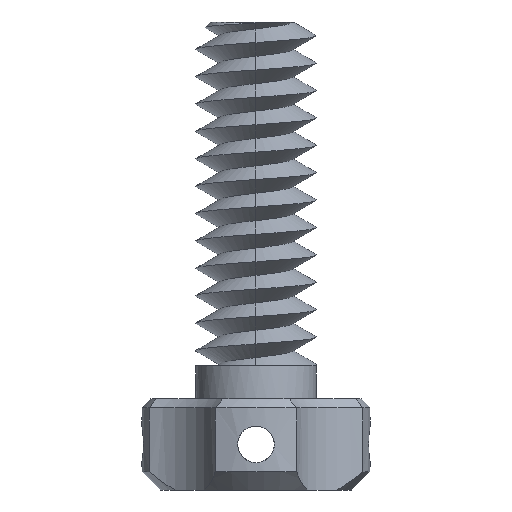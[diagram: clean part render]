
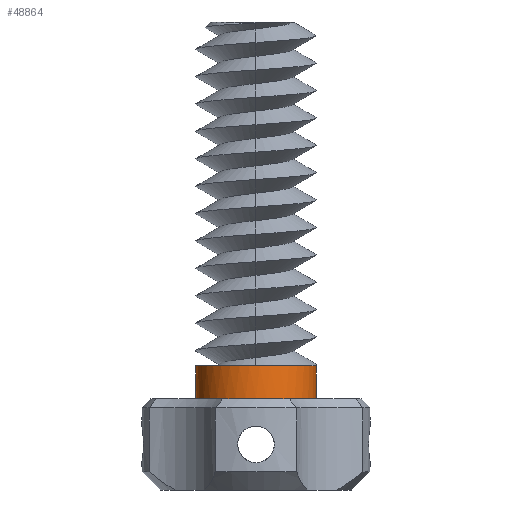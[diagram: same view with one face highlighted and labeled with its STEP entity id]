
A CAD part, front view. The second image highlights one B-rep face of the part: STEP entity #48864.
In plain terms, the highlighted cylindrical face has radius 3.3 mm (diameter 6.6 mm), a full revolution.
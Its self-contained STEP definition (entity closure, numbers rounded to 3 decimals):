
#21 = EDGE_CURVE('',#22,#24,#26,.T.);
#22 = VERTEX_POINT('',#23);
#23 = CARTESIAN_POINT('',(3.3,0.,1.8));
#24 = VERTEX_POINT('',#25);
#25 = CARTESIAN_POINT('',(3.138,-1.02,1.8)
  );
#26 = SURFACE_CURVE('',#27,(#32,#44),.PCURVE_S1.);
#27 = CIRCLE('',#28,3.3);
#28 = AXIS2_PLACEMENT_3D('',#29,#30,#31);
#29 = CARTESIAN_POINT('',(0.,0.,1.8));
#30 = DIRECTION('',(0.,0.,1.));
#31 = DIRECTION('',(1.,0.,0.));
#32 = PCURVE('',#33,#38);
#33 = PLANE('',#34);
#34 = AXIS2_PLACEMENT_3D('',#35,#36,#37);
#35 = CARTESIAN_POINT('',(0.,0.,1.8));
#36 = DIRECTION('',(0.,0.,1.));
#37 = DIRECTION('',(1.,0.,0.));
#38 = DEFINITIONAL_REPRESENTATION('',(#39),#43);
#39 = CIRCLE('',#40,3.3);
#40 = AXIS2_PLACEMENT_2D('',#41,#42);
#41 = CARTESIAN_POINT('',(0.,0.));
#42 = DIRECTION('',(1.,0.));
#43 = ( GEOMETRIC_REPRESENTATION_CONTEXT(2) 
PARAMETRIC_REPRESENTATION_CONTEXT() REPRESENTATION_CONTEXT('2D SPACE',''
  ) );
#44 = PCURVE('',#45,#50);
#45 = CYLINDRICAL_SURFACE('',#46,3.3);
#46 = AXIS2_PLACEMENT_3D('',#47,#48,#49);
#47 = CARTESIAN_POINT('',(0.,0.,0.));
#48 = DIRECTION('',(-0.,-0.,-1.));
#49 = DIRECTION('',(1.,0.,0.));
#50 = DEFINITIONAL_REPRESENTATION('',(#51),#55);
#51 = LINE('',#52,#53);
#52 = CARTESIAN_POINT('',(-0.,-1.8));
#53 = VECTOR('',#54,1.);
#54 = DIRECTION('',(-1.,0.));
#55 = ( GEOMETRIC_REPRESENTATION_CONTEXT(2) 
PARAMETRIC_REPRESENTATION_CONTEXT() REPRESENTATION_CONTEXT('2D SPACE',''
  ) );
#57 = EDGE_CURVE('',#24,#22,#58,.T.);
#58 = SURFACE_CURVE('',#59,(#64,#71),.PCURVE_S1.);
#59 = CIRCLE('',#60,3.3);
#60 = AXIS2_PLACEMENT_3D('',#61,#62,#63);
#61 = CARTESIAN_POINT('',(0.,0.,1.8));
#62 = DIRECTION('',(0.,0.,1.));
#63 = DIRECTION('',(1.,0.,0.));
#64 = PCURVE('',#33,#65);
#65 = DEFINITIONAL_REPRESENTATION('',(#66),#70);
#66 = CIRCLE('',#67,3.3);
#67 = AXIS2_PLACEMENT_2D('',#68,#69);
#68 = CARTESIAN_POINT('',(0.,0.));
#69 = DIRECTION('',(1.,0.));
#70 = ( GEOMETRIC_REPRESENTATION_CONTEXT(2) 
PARAMETRIC_REPRESENTATION_CONTEXT() REPRESENTATION_CONTEXT('2D SPACE',''
  ) );
#71 = PCURVE('',#45,#72);
#72 = DEFINITIONAL_REPRESENTATION('',(#73),#77);
#73 = LINE('',#74,#75);
#74 = CARTESIAN_POINT('',(-0.,-1.8));
#75 = VECTOR('',#76,1.);
#76 = DIRECTION('',(-1.,0.));
#77 = ( GEOMETRIC_REPRESENTATION_CONTEXT(2) 
PARAMETRIC_REPRESENTATION_CONTEXT() REPRESENTATION_CONTEXT('2D SPACE',''
  ) );
#3444 = PLANE('',#3445);
#3445 = AXIS2_PLACEMENT_3D('',#3446,#3447,#3448);
#3446 = CARTESIAN_POINT('',(0.,0.,0.)
  );
#3447 = DIRECTION('',(0.,0.,-1.));
#3448 = DIRECTION('',(1.,0.,0.));
#5580 = EDGE_CURVE('',#5581,#5583,#5585,.T.);
#5581 = VERTEX_POINT('',#5582);
#5582 = CARTESIAN_POINT('',(0.,-3.3,
    0.));
#5583 = VERTEX_POINT('',#5584);
#5584 = CARTESIAN_POINT('',(3.3,0.,0.));
#5585 = SURFACE_CURVE('',#5586,(#5591,#5602),.PCURVE_S1.);
#5586 = CIRCLE('',#5587,3.3);
#5587 = AXIS2_PLACEMENT_3D('',#5588,#5589,#5590);
#5588 = CARTESIAN_POINT('',(0.,0.,0.));
#5589 = DIRECTION('',(0.,0.,1.));
#5590 = DIRECTION('',(1.,0.,0.));
#5591 = PCURVE('',#3444,#5592);
#5592 = DEFINITIONAL_REPRESENTATION('',(#5593),#5601);
#5593 = ( BOUNDED_CURVE() B_SPLINE_CURVE(2,(#5594,#5595,#5596,#5597,
#5598,#5599,#5600),.UNSPECIFIED.,.T.,.F.) B_SPLINE_CURVE_WITH_KNOTS((1,2
    ,2,2,2,1),(-2.094,0.,2.094,4.189,
6.283,8.378),.UNSPECIFIED.) CURVE() 
GEOMETRIC_REPRESENTATION_ITEM() RATIONAL_B_SPLINE_CURVE((1.,0.5,1.,0.5,
1.,0.5,1.)) REPRESENTATION_ITEM('') );
#5594 = CARTESIAN_POINT('',(3.3,0.));
#5595 = CARTESIAN_POINT('',(3.3,-5.716));
#5596 = CARTESIAN_POINT('',(-1.65,-2.858));
#5597 = CARTESIAN_POINT('',(-6.6,0.));
#5598 = CARTESIAN_POINT('',(-1.65,2.858));
#5599 = CARTESIAN_POINT('',(3.3,5.716));
#5600 = CARTESIAN_POINT('',(3.3,0.));
#5601 = ( GEOMETRIC_REPRESENTATION_CONTEXT(2) 
PARAMETRIC_REPRESENTATION_CONTEXT() REPRESENTATION_CONTEXT('2D SPACE',''
  ) );
#5602 = PCURVE('',#45,#5603);
#5603 = DEFINITIONAL_REPRESENTATION('',(#5604),#5608);
#5604 = LINE('',#5605,#5606);
#5605 = CARTESIAN_POINT('',(-0.,0.));
#5606 = VECTOR('',#5607,1.);
#5607 = DIRECTION('',(-1.,0.));
#5608 = ( GEOMETRIC_REPRESENTATION_CONTEXT(2) 
PARAMETRIC_REPRESENTATION_CONTEXT() REPRESENTATION_CONTEXT('2D SPACE',''
  ) );
#5610 = EDGE_CURVE('',#5583,#5581,#5611,.T.);
#5611 = SURFACE_CURVE('',#5612,(#5617,#5628),.PCURVE_S1.);
#5612 = CIRCLE('',#5613,3.3);
#5613 = AXIS2_PLACEMENT_3D('',#5614,#5615,#5616);
#5614 = CARTESIAN_POINT('',(0.,0.,0.));
#5615 = DIRECTION('',(0.,0.,1.));
#5616 = DIRECTION('',(1.,0.,0.));
#5617 = PCURVE('',#3444,#5618);
#5618 = DEFINITIONAL_REPRESENTATION('',(#5619),#5627);
#5619 = ( BOUNDED_CURVE() B_SPLINE_CURVE(2,(#5620,#5621,#5622,#5623,
#5624,#5625,#5626),.UNSPECIFIED.,.T.,.F.) B_SPLINE_CURVE_WITH_KNOTS((1,2
    ,2,2,2,1),(-2.094,0.,2.094,4.189,
6.283,8.378),.UNSPECIFIED.) CURVE() 
GEOMETRIC_REPRESENTATION_ITEM() RATIONAL_B_SPLINE_CURVE((1.,0.5,1.,0.5,
1.,0.5,1.)) REPRESENTATION_ITEM('') );
#5620 = CARTESIAN_POINT('',(3.3,0.));
#5621 = CARTESIAN_POINT('',(3.3,-5.716));
#5622 = CARTESIAN_POINT('',(-1.65,-2.858));
#5623 = CARTESIAN_POINT('',(-6.6,0.));
#5624 = CARTESIAN_POINT('',(-1.65,2.858));
#5625 = CARTESIAN_POINT('',(3.3,5.716));
#5626 = CARTESIAN_POINT('',(3.3,0.));
#5627 = ( GEOMETRIC_REPRESENTATION_CONTEXT(2) 
PARAMETRIC_REPRESENTATION_CONTEXT() REPRESENTATION_CONTEXT('2D SPACE',''
  ) );
#5628 = PCURVE('',#45,#5629);
#5629 = DEFINITIONAL_REPRESENTATION('',(#5630),#5634);
#5630 = LINE('',#5631,#5632);
#5631 = CARTESIAN_POINT('',(-0.,0.));
#5632 = VECTOR('',#5633,1.);
#5633 = DIRECTION('',(-1.,0.));
#5634 = ( GEOMETRIC_REPRESENTATION_CONTEXT(2) 
PARAMETRIC_REPRESENTATION_CONTEXT() REPRESENTATION_CONTEXT('2D SPACE',''
  ) );
#48864 = ADVANCED_FACE('',(#48865),#45,.T.);
#48865 = FACE_BOUND('',#48866,.F.);
#48866 = EDGE_LOOP('',(#48867,#48868,#48888,#48889,#48890,#48891));
#48867 = ORIENTED_EDGE('',*,*,#57,.T.);
#48868 = ORIENTED_EDGE('',*,*,#48869,.T.);
#48869 = EDGE_CURVE('',#22,#5583,#48870,.T.);
#48870 = SEAM_CURVE('',#48871,(#48874,#48881),.PCURVE_S1.);
#48871 = B_SPLINE_CURVE_WITH_KNOTS('',1,(#48872,#48873),.UNSPECIFIED.,
  .F.,.F.,(2,2),(-1.8,0.),.PIECEWISE_BEZIER_KNOTS.);
#48872 = CARTESIAN_POINT('',(3.3,0.,1.8));
#48873 = CARTESIAN_POINT('',(3.3,0.,0.));
#48874 = PCURVE('',#45,#48875);
#48875 = DEFINITIONAL_REPRESENTATION('',(#48876),#48880);
#48876 = LINE('',#48877,#48878);
#48877 = CARTESIAN_POINT('',(-6.283,0.));
#48878 = VECTOR('',#48879,1.);
#48879 = DIRECTION('',(-0.,1.));
#48880 = ( GEOMETRIC_REPRESENTATION_CONTEXT(2) 
PARAMETRIC_REPRESENTATION_CONTEXT() REPRESENTATION_CONTEXT('2D SPACE',''
  ) );
#48881 = PCURVE('',#45,#48882);
#48882 = DEFINITIONAL_REPRESENTATION('',(#48883),#48887);
#48883 = LINE('',#48884,#48885);
#48884 = CARTESIAN_POINT('',(-0.,0.));
#48885 = VECTOR('',#48886,1.);
#48886 = DIRECTION('',(-0.,1.));
#48887 = ( GEOMETRIC_REPRESENTATION_CONTEXT(2) 
PARAMETRIC_REPRESENTATION_CONTEXT() REPRESENTATION_CONTEXT('2D SPACE',''
  ) );
#48888 = ORIENTED_EDGE('',*,*,#5580,.F.);
#48889 = ORIENTED_EDGE('',*,*,#5610,.F.);
#48890 = ORIENTED_EDGE('',*,*,#48869,.F.);
#48891 = ORIENTED_EDGE('',*,*,#21,.T.);
